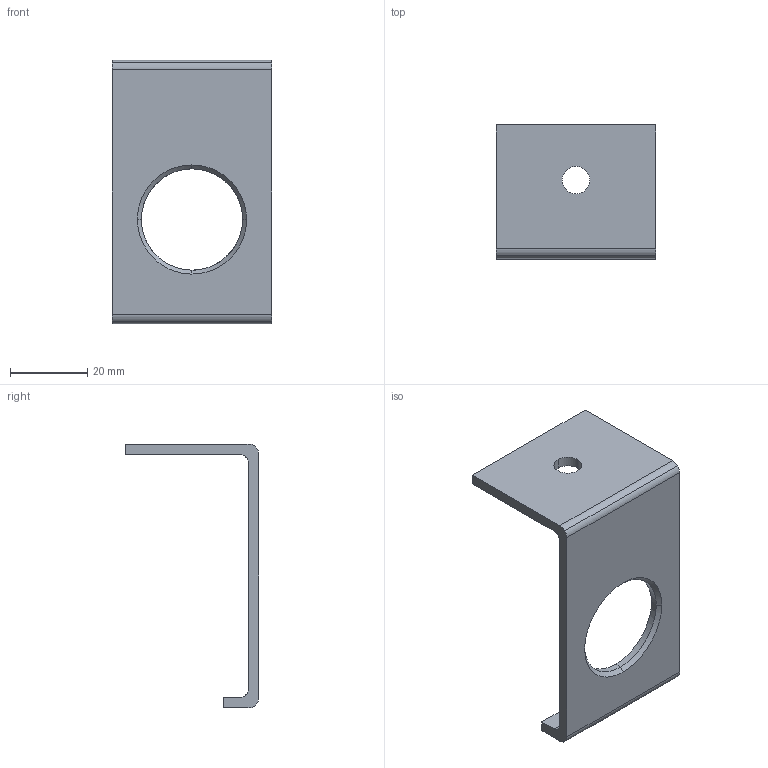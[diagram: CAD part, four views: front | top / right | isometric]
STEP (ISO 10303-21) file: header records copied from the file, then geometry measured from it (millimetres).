
FILE_DESCRIPTION(('TurboCAD Mac Pro'),'Build 980');
FILE_NAME('P5521-100.stp',' ',(''),(''),'ACIS Interop','IMSI','TurboCAD Mac Pro BY IMSI, INCORPORATED');
FILE_SCHEMA(('automotive_design'));
Length unit declared in the file: inch
Products named in the file (1): 1
Bounding box: 41.27 x 34.58 x 68.24 mm (x, y, z)
Volume: 10492.4 mm3; surface area: 8527.3 mm2
Topology: 1 solids, 1 shells, 30 faces, 80 edges, 52 vertices
Faces by surface type: bspline 12, plane 10, cylinder 8
Entity records: 1504 total; most frequent: CARTESIAN_POINT 543, ORIENTED_EDGE 160, DIRECTION 114, EDGE_CURVE 80, VERTEX_POINT 52, LINE 44, VECTOR 44, AXIS2_PLACEMENT_3D 35
